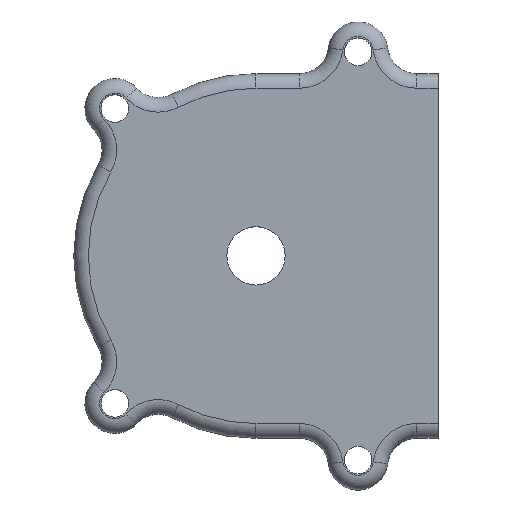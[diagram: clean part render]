
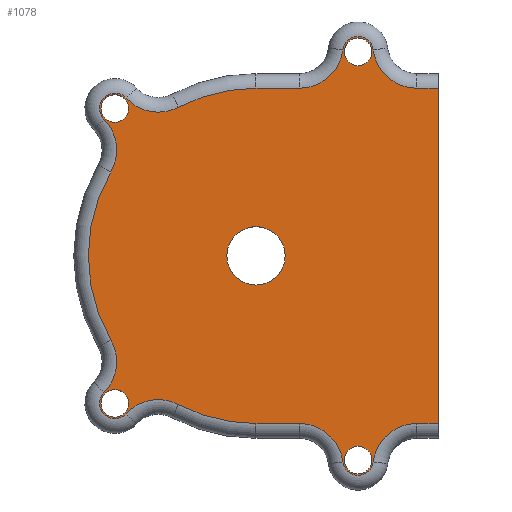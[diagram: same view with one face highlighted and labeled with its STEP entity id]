
A CAD part, top view. The second image highlights one B-rep face of the part: STEP entity #1078.
In plain terms, the highlighted planar face has unit normal (0, 0, 1).
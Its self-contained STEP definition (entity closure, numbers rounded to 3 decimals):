
#16=FACE_BOUND('',#173,.T.);
#17=FACE_BOUND('',#174,.T.);
#18=FACE_BOUND('',#175,.T.);
#19=FACE_BOUND('',#176,.T.);
#20=FACE_BOUND('',#177,.T.);
#39=PLANE('',#1234);
#109=FACE_OUTER_BOUND('',#172,.T.);
#172=EDGE_LOOP('',(#893,#894,#895,#896,#897,#898,#899,#900,#901,#902,#903,
#904,#905,#906,#907,#908,#909,#910,#911,#912));
#173=EDGE_LOOP('',(#913));
#174=EDGE_LOOP('',(#914));
#175=EDGE_LOOP('',(#915));
#176=EDGE_LOOP('',(#916));
#177=EDGE_LOOP('',(#917));
#196=LINE('',#1639,#266);
#197=LINE('',#1662,#267);
#199=LINE('',#1722,#269);
#201=LINE('',#1746,#271);
#233=LINE('',#1842,#303);
#266=VECTOR('',#1269,10.);
#267=VECTOR('',#1298,10.);
#269=VECTOR('',#1376,10.);
#271=VECTOR('',#1406,10.);
#303=VECTOR('',#1510,10.);
#338=CIRCLE('',#1116,6.);
#341=CIRCLE('',#1120,2.1);
#344=CIRCLE('',#1124,6.);
#348=CIRCLE('',#1130,23.);
#351=CIRCLE('',#1134,6.);
#354=CIRCLE('',#1138,2.1);
#357=CIRCLE('',#1142,6.);
#360=CIRCLE('',#1146,23.);
#363=CIRCLE('',#1150,6.);
#366=CIRCLE('',#1154,2.1);
#369=CIRCLE('',#1158,6.);
#372=CIRCLE('',#1162,23.);
#376=CIRCLE('',#1168,6.);
#379=CIRCLE('',#1172,2.1);
#382=CIRCLE('',#1176,6.);
#408=CIRCLE('',#1233,4.);
#409=CIRCLE('',#1235,1.9);
#410=CIRCLE('',#1236,1.9);
#411=CIRCLE('',#1237,1.9);
#412=CIRCLE('',#1238,1.9);
#422=VERTEX_POINT('',#1632);
#425=VERTEX_POINT('',#1637);
#427=VERTEX_POINT('',#1642);
#429=VERTEX_POINT('',#1648);
#431=VERTEX_POINT('',#1654);
#433=VERTEX_POINT('',#1660);
#435=VERTEX_POINT('',#1666);
#437=VERTEX_POINT('',#1672);
#439=VERTEX_POINT('',#1678);
#441=VERTEX_POINT('',#1684);
#443=VERTEX_POINT('',#1690);
#445=VERTEX_POINT('',#1696);
#447=VERTEX_POINT('',#1702);
#449=VERTEX_POINT('',#1708);
#451=VERTEX_POINT('',#1714);
#453=VERTEX_POINT('',#1720);
#455=VERTEX_POINT('',#1726);
#457=VERTEX_POINT('',#1732);
#459=VERTEX_POINT('',#1738);
#461=VERTEX_POINT('',#1744);
#508=VERTEX_POINT('',#1921);
#509=VERTEX_POINT('',#1925);
#510=VERTEX_POINT('',#1927);
#511=VERTEX_POINT('',#1929);
#512=VERTEX_POINT('',#1931);
#525=EDGE_CURVE('',#425,#422,#196,.T.);
#527=EDGE_CURVE('',#427,#425,#338,.T.);
#530=EDGE_CURVE('',#429,#427,#341,.T.);
#533=EDGE_CURVE('',#431,#429,#344,.T.);
#536=EDGE_CURVE('',#433,#431,#197,.T.);
#539=EDGE_CURVE('',#435,#433,#348,.T.);
#542=EDGE_CURVE('',#437,#435,#351,.T.);
#545=EDGE_CURVE('',#439,#437,#354,.T.);
#548=EDGE_CURVE('',#441,#439,#357,.T.);
#551=EDGE_CURVE('',#443,#441,#360,.T.);
#554=EDGE_CURVE('',#445,#443,#363,.T.);
#557=EDGE_CURVE('',#447,#445,#366,.T.);
#560=EDGE_CURVE('',#449,#447,#369,.T.);
#563=EDGE_CURVE('',#451,#449,#372,.T.);
#566=EDGE_CURVE('',#453,#451,#199,.T.);
#569=EDGE_CURVE('',#455,#453,#376,.T.);
#572=EDGE_CURVE('',#457,#455,#379,.T.);
#575=EDGE_CURVE('',#459,#457,#382,.T.);
#578=EDGE_CURVE('',#461,#459,#201,.T.);
#627=EDGE_CURVE('',#461,#422,#233,.T.);
#655=EDGE_CURVE('',#508,#508,#408,.F.);
#657=EDGE_CURVE('',#509,#509,#409,.F.);
#658=EDGE_CURVE('',#510,#510,#410,.F.);
#659=EDGE_CURVE('',#511,#511,#411,.F.);
#660=EDGE_CURVE('',#512,#512,#412,.F.);
#893=ORIENTED_EDGE('',*,*,#578,.F.);
#894=ORIENTED_EDGE('',*,*,#627,.T.);
#895=ORIENTED_EDGE('',*,*,#525,.F.);
#896=ORIENTED_EDGE('',*,*,#527,.F.);
#897=ORIENTED_EDGE('',*,*,#530,.F.);
#898=ORIENTED_EDGE('',*,*,#533,.F.);
#899=ORIENTED_EDGE('',*,*,#536,.F.);
#900=ORIENTED_EDGE('',*,*,#539,.F.);
#901=ORIENTED_EDGE('',*,*,#542,.F.);
#902=ORIENTED_EDGE('',*,*,#545,.F.);
#903=ORIENTED_EDGE('',*,*,#548,.F.);
#904=ORIENTED_EDGE('',*,*,#551,.F.);
#905=ORIENTED_EDGE('',*,*,#554,.F.);
#906=ORIENTED_EDGE('',*,*,#557,.F.);
#907=ORIENTED_EDGE('',*,*,#560,.F.);
#908=ORIENTED_EDGE('',*,*,#563,.F.);
#909=ORIENTED_EDGE('',*,*,#566,.F.);
#910=ORIENTED_EDGE('',*,*,#569,.F.);
#911=ORIENTED_EDGE('',*,*,#572,.F.);
#912=ORIENTED_EDGE('',*,*,#575,.F.);
#913=ORIENTED_EDGE('',*,*,#657,.T.);
#914=ORIENTED_EDGE('',*,*,#658,.T.);
#915=ORIENTED_EDGE('',*,*,#659,.T.);
#916=ORIENTED_EDGE('',*,*,#660,.T.);
#917=ORIENTED_EDGE('',*,*,#655,.T.);
#1078=ADVANCED_FACE('',(#109,#16,#17,#18,#19,#20),#39,.T.);
#1116=AXIS2_PLACEMENT_3D('',#1644,#1274,#1275);
#1120=AXIS2_PLACEMENT_3D('',#1650,#1282,#1283);
#1124=AXIS2_PLACEMENT_3D('',#1656,#1290,#1291);
#1130=AXIS2_PLACEMENT_3D('',#1668,#1304,#1305);
#1134=AXIS2_PLACEMENT_3D('',#1674,#1312,#1313);
#1138=AXIS2_PLACEMENT_3D('',#1680,#1320,#1321);
#1142=AXIS2_PLACEMENT_3D('',#1686,#1328,#1329);
#1146=AXIS2_PLACEMENT_3D('',#1692,#1336,#1337);
#1150=AXIS2_PLACEMENT_3D('',#1698,#1344,#1345);
#1154=AXIS2_PLACEMENT_3D('',#1704,#1352,#1353);
#1158=AXIS2_PLACEMENT_3D('',#1710,#1360,#1361);
#1162=AXIS2_PLACEMENT_3D('',#1716,#1368,#1369);
#1168=AXIS2_PLACEMENT_3D('',#1728,#1382,#1383);
#1172=AXIS2_PLACEMENT_3D('',#1734,#1390,#1391);
#1176=AXIS2_PLACEMENT_3D('',#1740,#1398,#1399);
#1233=AXIS2_PLACEMENT_3D('',#1922,#1564,#1565);
#1234=AXIS2_PLACEMENT_3D('',#1924,#1567,#1568);
#1235=AXIS2_PLACEMENT_3D('',#1926,#1569,#1570);
#1236=AXIS2_PLACEMENT_3D('',#1928,#1571,#1572);
#1237=AXIS2_PLACEMENT_3D('',#1930,#1573,#1574);
#1238=AXIS2_PLACEMENT_3D('',#1932,#1575,#1576);
#1269=DIRECTION('',(1.,0.,0.));
#1274=DIRECTION('center_axis',(0.,0.,1.));
#1275=DIRECTION('ref_axis',(-0.662,-0.749,0.));
#1282=DIRECTION('center_axis',(0.,0.,-1.));
#1283=DIRECTION('ref_axis',(0.,1.,0.));
#1290=DIRECTION('center_axis',(0.,0.,1.));
#1291=DIRECTION('ref_axis',(0.662,-0.749,0.));
#1298=DIRECTION('',(1.,0.,0.));
#1304=DIRECTION('center_axis',(0.,0.,-1.));
#1305=DIRECTION('ref_axis',(-0.238,0.971,0.));
#1312=DIRECTION('center_axis',(0.,0.,1.));
#1313=DIRECTION('ref_axis',(-0.172,-0.985,0.));
#1320=DIRECTION('center_axis',(0.,0.,-1.));
#1321=DIRECTION('ref_axis',(-0.692,0.722,0.));
#1328=DIRECTION('center_axis',(0.,0.,1.));
#1329=DIRECTION('ref_axis',(0.992,0.129,0.));
#1336=DIRECTION('center_axis',(0.,0.,-1.));
#1337=DIRECTION('ref_axis',(-1.,0.,0.));
#1344=DIRECTION('center_axis',(0.,0.,1.));
#1345=DIRECTION('ref_axis',(0.992,-0.129,0.));
#1352=DIRECTION('center_axis',(0.,0.,-1.));
#1353=DIRECTION('ref_axis',(-0.692,-0.722,0.));
#1360=DIRECTION('center_axis',(0.,0.,1.));
#1361=DIRECTION('ref_axis',(-0.172,0.985,0.));
#1368=DIRECTION('center_axis',(0.,0.,-1.));
#1369=DIRECTION('ref_axis',(-0.238,-0.971,0.));
#1376=DIRECTION('',(-1.,0.,0.));
#1382=DIRECTION('center_axis',(0.,0.,1.));
#1383=DIRECTION('ref_axis',(0.662,0.749,0.));
#1390=DIRECTION('center_axis',(0.,0.,-1.));
#1391=DIRECTION('ref_axis',(0.,-1.,0.));
#1398=DIRECTION('center_axis',(0.,0.,1.));
#1399=DIRECTION('ref_axis',(-0.662,0.749,0.));
#1406=DIRECTION('',(-1.,0.,0.));
#1510=DIRECTION('',(0.,1.,0.));
#1564=DIRECTION('center_axis',(0.,0.,1.));
#1565=DIRECTION('ref_axis',(-1.,0.,0.));
#1567=DIRECTION('center_axis',(0.,0.,1.));
#1568=DIRECTION('ref_axis',(1.,0.,0.));
#1569=DIRECTION('center_axis',(0.,0.,1.));
#1570=DIRECTION('ref_axis',(-1.,0.,0.));
#1571=DIRECTION('center_axis',(0.,0.,1.));
#1572=DIRECTION('ref_axis',(-1.,0.,0.));
#1573=DIRECTION('center_axis',(0.,0.,1.));
#1574=DIRECTION('ref_axis',(-1.,0.,0.));
#1575=DIRECTION('center_axis',(0.,0.,1.));
#1576=DIRECTION('ref_axis',(-1.,0.,0.));
#1632=CARTESIAN_POINT('',(25.,23.,15.1));
#1637=CARTESIAN_POINT('',(22.038,23.,15.1));
#1639=CARTESIAN_POINT('',(12.5,23.,15.1));
#1642=CARTESIAN_POINT('',(16.084,28.259,15.1));
#1644=CARTESIAN_POINT('Origin',(22.038,29.,15.1));
#1648=CARTESIAN_POINT('',(11.916,28.259,15.1));
#1650=CARTESIAN_POINT('Origin',(14.,28.,15.1));
#1654=CARTESIAN_POINT('',(5.962,23.,15.1));
#1656=CARTESIAN_POINT('Origin',(5.962,29.,15.1));
#1660=CARTESIAN_POINT('',(0.,23.,15.1));
#1662=CARTESIAN_POINT('',(2.981,23.,15.1));
#1666=CARTESIAN_POINT('',(-10.635,20.394,15.1));
#1668=CARTESIAN_POINT('Origin',(0.,0.,
15.1));
#1672=CARTESIAN_POINT('',(-17.821,21.647,15.1));
#1674=CARTESIAN_POINT('Origin',(-13.409,25.714,15.1));
#1678=CARTESIAN_POINT('',(-20.854,18.743,15.1));
#1680=CARTESIAN_POINT('Origin',(-19.365,20.224,15.1));
#1684=CARTESIAN_POINT('',(-19.913,11.509,15.1));
#1686=CARTESIAN_POINT('Origin',(-25.108,14.512,15.1));
#1690=CARTESIAN_POINT('',(-19.913,-11.509,15.1));
#1692=CARTESIAN_POINT('Origin',(0.,0.,
15.1));
#1696=CARTESIAN_POINT('',(-20.854,-18.743,15.1));
#1698=CARTESIAN_POINT('Origin',(-25.108,-14.512,15.1));
#1702=CARTESIAN_POINT('',(-17.821,-21.647,15.1));
#1704=CARTESIAN_POINT('Origin',(-19.365,-20.224,15.1));
#1708=CARTESIAN_POINT('',(-10.635,-20.394,15.1));
#1710=CARTESIAN_POINT('Origin',(-13.409,-25.714,15.1));
#1714=CARTESIAN_POINT('',(0.,-23.,15.1));
#1716=CARTESIAN_POINT('Origin',(0.,0.,
15.1));
#1720=CARTESIAN_POINT('',(5.962,-23.,15.1));
#1722=CARTESIAN_POINT('',(0.,-23.,15.1));
#1726=CARTESIAN_POINT('',(11.916,-28.259,15.1));
#1728=CARTESIAN_POINT('Origin',(5.962,-29.,15.1));
#1732=CARTESIAN_POINT('',(16.084,-28.259,15.1));
#1734=CARTESIAN_POINT('Origin',(14.,-28.,15.1));
#1738=CARTESIAN_POINT('',(22.038,-23.,15.1));
#1740=CARTESIAN_POINT('Origin',(22.038,-29.,15.1));
#1744=CARTESIAN_POINT('',(25.,-23.,15.1));
#1746=CARTESIAN_POINT('',(11.019,-23.,15.1));
#1842=CARTESIAN_POINT('',(25.,-25.,15.1));
#1921=CARTESIAN_POINT('',(4.,0.,15.1));
#1922=CARTESIAN_POINT('Origin',(0.,0.,
15.1));
#1924=CARTESIAN_POINT('Origin',(0.,0.,
15.1));
#1925=CARTESIAN_POINT('',(-17.465,-20.224,15.1));
#1926=CARTESIAN_POINT('Origin',(-19.365,-20.224,15.1));
#1927=CARTESIAN_POINT('',(15.9,28.,15.1));
#1928=CARTESIAN_POINT('Origin',(14.,28.,15.1));
#1929=CARTESIAN_POINT('',(15.9,-28.,15.1));
#1930=CARTESIAN_POINT('Origin',(14.,-28.,15.1));
#1931=CARTESIAN_POINT('',(-17.465,20.224,15.1));
#1932=CARTESIAN_POINT('Origin',(-19.365,20.224,15.1));
